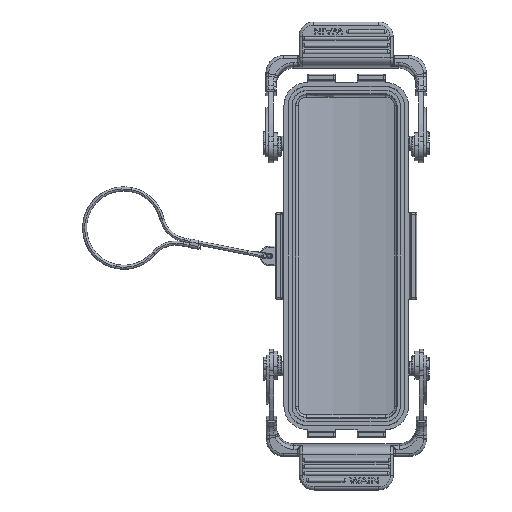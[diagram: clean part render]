
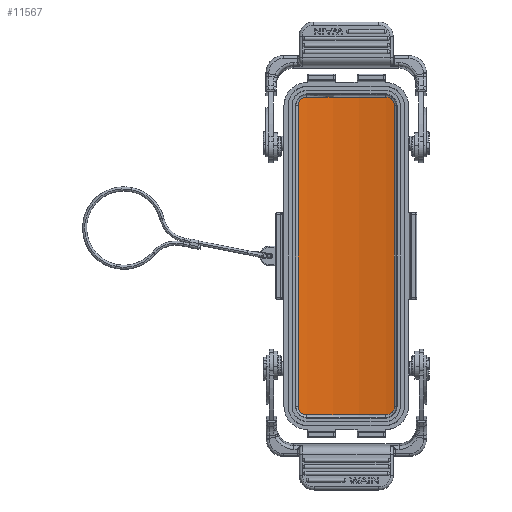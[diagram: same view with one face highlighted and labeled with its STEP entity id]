
A CAD part, front view. The second image highlights one B-rep face of the part: STEP entity #11567.
In plain terms, the highlighted cylindrical face has radius 77.4 mm (diameter 154.8 mm), a partial arc.
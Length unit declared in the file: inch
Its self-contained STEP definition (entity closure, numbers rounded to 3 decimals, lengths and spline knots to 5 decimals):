
#10764=CYLINDRICAL_SURFACE('',#42063,3.04724);
#11567=ADVANCED_FACE('',(#14149),#10764,.F.);
#14149=FACE_OUTER_BOUND('',#15912,.T.);
#15912=EDGE_LOOP('',(#23298,#23299,#23300,#23301,#23302,#23303,#23304,#23305));
#17944=LINE('',#55048,#20174);
#17950=LINE('',#55093,#20180);
#20174=VECTOR('',#45741,1.);
#20180=VECTOR('',#45763,1.);
#23298=ORIENTED_EDGE('',*,*,#35709,.T.);
#23299=ORIENTED_EDGE('',*,*,#35707,.T.);
#23300=ORIENTED_EDGE('',*,*,#35771,.F.);
#23301=ORIENTED_EDGE('',*,*,#35756,.T.);
#23302=ORIENTED_EDGE('',*,*,#35753,.T.);
#23303=ORIENTED_EDGE('',*,*,#35750,.T.);
#23304=ORIENTED_EDGE('',*,*,#35747,.T.);
#23305=ORIENTED_EDGE('',*,*,#35770,.T.);
#32075=VERTEX_POINT('',#54812);
#32076=VERTEX_POINT('',#54817);
#32077=VERTEX_POINT('',#54831);
#32106=VERTEX_POINT('',#54971);
#32108=VERTEX_POINT('',#54979);
#32110=VERTEX_POINT('',#55006);
#32112=VERTEX_POINT('',#55035);
#32114=VERTEX_POINT('',#55049);
#35707=EDGE_CURVE('',#32076,#32075,#40295,.T.);
#35709=EDGE_CURVE('',#32077,#32076,#40297,.T.);
#35747=EDGE_CURVE('',#32108,#32106,#40318,.T.);
#35750=EDGE_CURVE('',#32110,#32108,#40321,.T.);
#35753=EDGE_CURVE('',#32112,#32110,#40324,.T.);
#35756=EDGE_CURVE('',#32114,#32112,#17944,.T.);
#35770=EDGE_CURVE('',#32106,#32077,#17950,.T.);
#35771=EDGE_CURVE('',#32114,#32075,#40333,.T.);
#40295=B_SPLINE_CURVE_WITH_KNOTS('',3,(#54813,#54814,#54815,#54816),
 .UNSPECIFIED.,.F.,.F.,(4,4),(0.,1.),.UNSPECIFIED.);
#40297=B_SPLINE_CURVE_WITH_KNOTS('',3,(#54825,#54826,#54827,#54828,#54829,
#54830),.UNSPECIFIED.,.F.,.F.,(4,2,4),(0.,0.5,1.),.UNSPECIFIED.);
#40318=B_SPLINE_CURVE_WITH_KNOTS('',3,(#54973,#54974,#54975,#54976,#54977,
#54978),.UNSPECIFIED.,.F.,.F.,(4,2,4),(0.,0.5,1.),.UNSPECIFIED.);
#40321=B_SPLINE_CURVE_WITH_KNOTS('',3,(#55002,#55003,#55004,#55005),
 .UNSPECIFIED.,.F.,.F.,(4,4),(0.,1.),.UNSPECIFIED.);
#40324=B_SPLINE_CURVE_WITH_KNOTS('',3,(#55029,#55030,#55031,#55032,#55033,
#55034),.UNSPECIFIED.,.F.,.F.,(4,2,4),(0.,0.5,1.),.UNSPECIFIED.);
#40333=B_SPLINE_CURVE_WITH_KNOTS('',3,(#55095,#55096,#55097,#55098,#55099,
#55100,#55101,#55102,#55103,#55104,#55105,#55106,#55107,#55108,#55109),
 .UNSPECIFIED.,.F.,.F.,(4,2,2,2,1,2,2,4),(0.,0.25,0.5,
0.53125,0.5625,0.625,0.75,
1.),.UNSPECIFIED.);
#42063=AXIS2_PLACEMENT_3D('',#55110,#45766,#45767);
#45741=DIRECTION('',(0.,0.,1.));
#45763=DIRECTION('',(0.,0.,-1.));
#45766=DIRECTION('',(0.,0.,1.));
#45767=DIRECTION('',(1.,0.,0.));
#54812=CARTESIAN_POINT('',(1.71439,0.73049,-4.64367));
#54813=CARTESIAN_POINT('',(0.63939,0.73039,-4.64365));
#54814=CARTESIAN_POINT('',(0.99395,0.79396,-4.64365));
#54815=CARTESIAN_POINT('',(1.35981,0.794,-4.64365));
#54816=CARTESIAN_POINT('',(1.71439,0.73049,-4.64365));
#54817=CARTESIAN_POINT('',(0.63939,0.7304,-4.64366));
#54825=CARTESIAN_POINT('',(0.52048,0.70662,-4.52557));
#54826=CARTESIAN_POINT('',(0.52041,0.70661,-4.55628));
#54827=CARTESIAN_POINT('',(0.5328,0.7094,-4.58658));
#54828=CARTESIAN_POINT('',(0.57651,0.71852,-4.63013));
#54829=CARTESIAN_POINT('',(0.60622,0.72444,-4.64341));
#54830=CARTESIAN_POINT('',(0.63939,0.73039,-4.64367));
#54831=CARTESIAN_POINT('',(0.52048,0.70662,-4.52557));
#54971=CARTESIAN_POINT('',(0.52048,0.70662,-0.43501));
#54973=CARTESIAN_POINT('',(0.63994,0.73049,-0.31689));
#54974=CARTESIAN_POINT('',(0.61014,0.72515,-0.31621));
#54975=CARTESIAN_POINT('',(0.578,0.71882,-0.32929));
#54976=CARTESIAN_POINT('',(0.53266,0.70937,-0.37381));
#54977=CARTESIAN_POINT('',(0.51974,0.70646,-0.40645));
#54978=CARTESIAN_POINT('',(0.52048,0.70662,-0.43501));
#54979=CARTESIAN_POINT('',(0.63994,0.73049,-0.31691));
#55002=CARTESIAN_POINT('',(1.71494,0.73039,-0.31692));
#55003=CARTESIAN_POINT('',(1.36038,0.79396,-0.31692));
#55004=CARTESIAN_POINT('',(0.99452,0.794,-0.31692));
#55005=CARTESIAN_POINT('',(0.63994,0.73049,-0.31692));
#55006=CARTESIAN_POINT('',(1.71494,0.73039,-0.31692));
#55029=CARTESIAN_POINT('',(1.83385,0.70662,-0.43501));
#55030=CARTESIAN_POINT('',(1.83392,0.70661,-0.4043));
#55031=CARTESIAN_POINT('',(1.82154,0.7094,-0.374));
#55032=CARTESIAN_POINT('',(1.77782,0.71852,-0.33045));
#55033=CARTESIAN_POINT('',(1.74811,0.72444,-0.31717));
#55034=CARTESIAN_POINT('',(1.71494,0.73039,-0.31691));
#55035=CARTESIAN_POINT('',(1.83385,0.70662,-0.43501));
#55048=CARTESIAN_POINT('',(1.83385,0.70662,-4.52557));
#55049=CARTESIAN_POINT('',(1.83385,0.70662,-4.52557));
#55093=CARTESIAN_POINT('',(0.52048,0.70662,-0.43501));
#55095=CARTESIAN_POINT('',(1.83382,0.70647,-4.52557));
#55096=CARTESIAN_POINT('',(1.83398,0.7065,-4.53048));
#55097=CARTESIAN_POINT('',(1.83454,0.70658,-4.54585));
#55098=CARTESIAN_POINT('',(1.81655,0.71057,-4.59123));
#55099=CARTESIAN_POINT('',(1.80426,0.71306,-4.60373));
#55100=CARTESIAN_POINT('',(1.79975,0.71397,-4.60829));
#55101=CARTESIAN_POINT('',(1.79739,0.71445,-4.61061));
#55102=CARTESIAN_POINT('',(1.79443,0.71505,-4.61332));
#55103=CARTESIAN_POINT('',(1.7899,0.71596,-4.61727));
#55104=CARTESIAN_POINT('',(1.78509,0.71692,-4.62088));
#55105=CARTESIAN_POINT('',(1.77516,0.71888,-4.62759));
#55106=CARTESIAN_POINT('',(1.76811,0.72027,-4.63139));
#55107=CARTESIAN_POINT('',(1.7461,0.72456,-4.64058));
#55108=CARTESIAN_POINT('',(1.73025,0.7276,-4.64373));
#55109=CARTESIAN_POINT('',(1.71441,0.7306,-4.64369));
#55110=CARTESIAN_POINT('',(1.17717,-2.26902,-4.73022));
